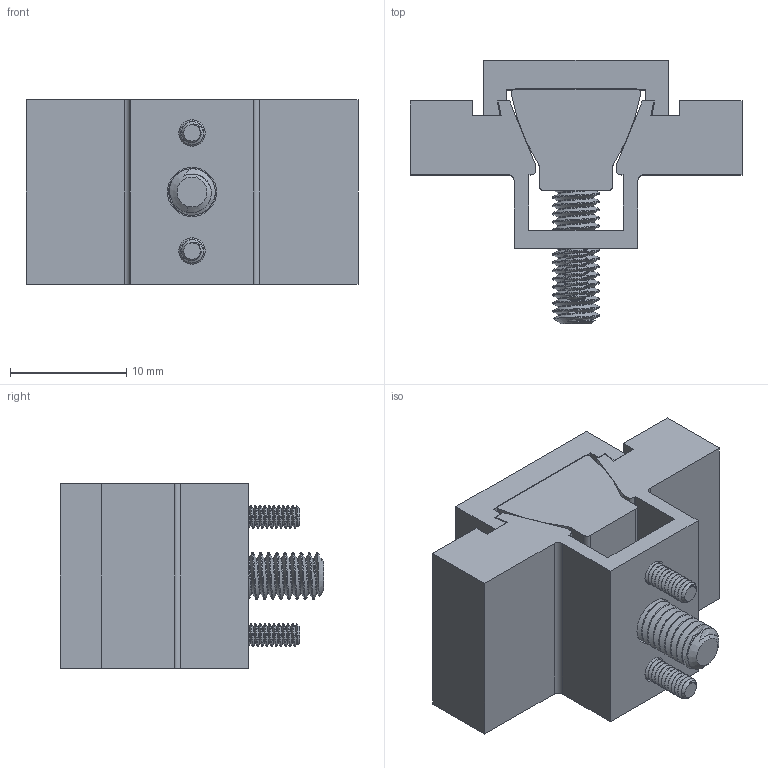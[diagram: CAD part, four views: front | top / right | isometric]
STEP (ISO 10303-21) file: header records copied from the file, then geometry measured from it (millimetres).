
FILE_DESCRIPTION (( 'STEP AP203' ), '1' );
FILE_NAME ('05-0443.STEP', '2023-06-05T18:29:46', ( '' ), ( '' ), 'SwSTEP 2.0', 'SolidWorks 2022', '' );
FILE_SCHEMA (( 'CONFIG_CONTROL_DESIGN' ));
Length unit declared in the file: inch
Products named in the file (6): 05-0443; 60310_60310; 60140_60140; 60143_60143; M26MM FHCS_M26MM FHCS; M416MM SHCS_M416MM SHCS
Assembly tree (6 placements, depth 2):
  05-0443
    60140_60140
    60310_60310
    M416MM SHCS_M416MM SHCS
    60143_60143
    M26MM FHCS_M26MM FHCS  x2
Bounding box: 28.57 x 22.67 x 15.88 mm (x, y, z)
Volume: 4296.1 mm3; surface area: 4329.2 mm2
Topology: 6 solids, 6 shells, 342 faces, 928 edges, 603 vertices
Faces by surface type: cylinder 218, plane 77, cone 41, bspline 6
Entity records: 13004 total; most frequent: CARTESIAN_POINT 6321, ORIENTED_EDGE 1468, DIRECTION 1074, EDGE_CURVE 734, VERTEX_POINT 478, AXIS2_PLACEMENT_3D 371, LINE 332, VECTOR 332
